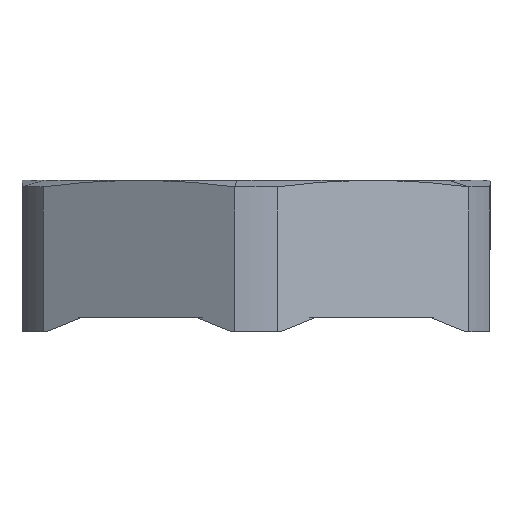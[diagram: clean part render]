
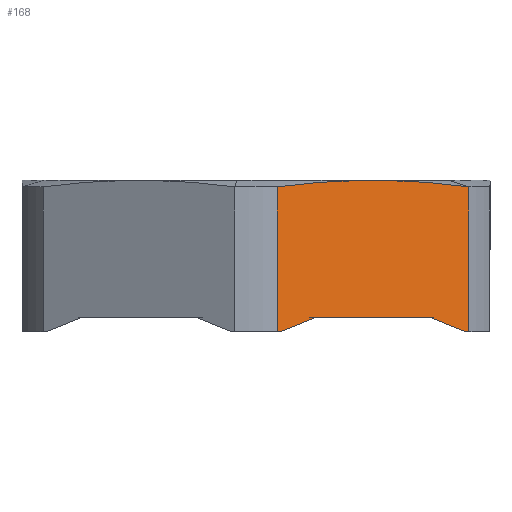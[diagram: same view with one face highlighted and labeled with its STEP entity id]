
A CAD part, left-side view. The second image highlights one B-rep face of the part: STEP entity #168.
In plain terms, the highlighted planar face has unit normal (-0.866, -0.5, 0).
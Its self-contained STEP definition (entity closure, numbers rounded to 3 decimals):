
#2 = CARTESIAN_POINT ( 'NONE',  ( -8.593, -2.116, 0.5 ) ) ;
#3 = DIRECTION ( 'NONE',  ( 0., 0., 1. ) ) ;
#6 = EDGE_CURVE ( 'NONE', #582, #742, #1121, .T. ) ;
#32 = CARTESIAN_POINT ( 'NONE',  ( -6.358, -5.988, 0.5 ) ) ;
#53 = VERTEX_POINT ( 'NONE', #974 ) ;
#69 = VECTOR ( 'NONE', #994, 1000. ) ;
#80 = EDGE_LOOP ( 'NONE', ( #138, #497, #159, #1261, #527, #373, #639, #1308, #91, #255 ) ) ;
#91 = ORIENTED_EDGE ( 'NONE', *, *, #279, .F. ) ;
#93 = EDGE_CURVE ( 'NONE', #814, #862, #1454, .T. ) ;
#111 = CARTESIAN_POINT ( 'NONE',  ( -5.354, -7.726, 0. ) ) ;
#128 = LINE ( 'NONE', #594, #1263 ) ;
#138 = ORIENTED_EDGE ( 'NONE', *, *, #677, .T. ) ;
#159 = ORIENTED_EDGE ( 'NONE', *, *, #93, .T. ) ;
#168 = ADVANCED_FACE ( 'NONE', ( #795 ), #321, .T. ) ;
#173 = CARTESIAN_POINT ( 'NONE',  ( -5.781, -6.987, 0.306 ) ) ;
#186 = CARTESIAN_POINT ( 'NONE',  ( -5.354, -7.726, 0. ) ) ;
#243 = LINE ( 'NONE', #32, #69 ) ;
#255 = ORIENTED_EDGE ( 'NONE', *, *, #6, .F. ) ;
#279 = EDGE_CURVE ( 'NONE', #742, #1449, #128, .T. ) ;
#282 = EDGE_CURVE ( 'NONE', #434, #1255, #1465, .T. ) ;
#321 = PLANE ( 'NONE',  #1463 ) ;
#339 = CARTESIAN_POINT ( 'NONE',  ( -9.309, -0.877, 0. ) ) ;
#345 = LINE ( 'NONE', #593, #971 ) ;
#373 = ORIENTED_EDGE ( 'NONE', *, *, #282, .F. ) ;
#381 = VERTEX_POINT ( 'NONE', #980 ) ;
#396 = CARTESIAN_POINT ( 'NONE',  ( -5.354, -7.726, 5.262 ) ) ;
#434 = VERTEX_POINT ( 'NONE', #1466 ) ;
#465 =( BOUNDED_CURVE ( )  B_SPLINE_CURVE ( 2, ( #852, #522, #756 ),
 .UNSPECIFIED., .F., .T. ) 
 B_SPLINE_CURVE_WITH_KNOTS ( ( 3, 3 ),
 ( 2.215, 2.794 ),
 .UNSPECIFIED. ) 
 CURVE ( )  GEOMETRIC_REPRESENTATION_ITEM ( )  RATIONAL_B_SPLINE_CURVE ( ( 1.151, 1.095, 1. ) ) 
 REPRESENTATION_ITEM ( '' )  );
#473 = EDGE_CURVE ( 'NONE', #1449, #808, #465, .T. ) ;
#497 = ORIENTED_EDGE ( 'NONE', *, *, #820, .T. ) ;
#522 = CARTESIAN_POINT ( 'NONE',  ( -8.423, -2.411, 5.478 ) ) ;
#527 = ORIENTED_EDGE ( 'NONE', *, *, #605, .T. ) ;
#582 = VERTEX_POINT ( 'NONE', #1235 ) ;
#593 = CARTESIAN_POINT ( 'NONE',  ( -5.354, -7.726, 5.5 ) ) ;
#594 = CARTESIAN_POINT ( 'NONE',  ( -9.368, -0.774, 0. ) ) ;
#596 = EDGE_CURVE ( 'NONE', #53, #862, #1125, .T. ) ;
#600 = CARTESIAN_POINT ( 'NONE',  ( -6.299, -6.089, 5.478 ) ) ;
#605 = EDGE_CURVE ( 'NONE', #53, #1255, #872, .T. ) ;
#622 = CARTESIAN_POINT ( 'NONE',  ( -6.129, -6.384, 0.5 ) ) ;
#638 =( BOUNDED_CURVE ( )  B_SPLINE_CURVE ( 2, ( #339, #825, #2 ),
 .UNSPECIFIED., .F., .F. ) 
 B_SPLINE_CURVE_WITH_KNOTS ( ( 3, 3 ),
 ( 0., 0.152 ),
 .UNSPECIFIED. ) 
 CURVE ( )  GEOMETRIC_REPRESENTATION_ITEM ( )  RATIONAL_B_SPLINE_CURVE ( ( 1., 1.003, 1. ) ) 
 REPRESENTATION_ITEM ( '' )  );
#639 = ORIENTED_EDGE ( 'NONE', *, *, #1509, .T. ) ;
#650 = CARTESIAN_POINT ( 'NONE',  ( -7.567, -3.893, 5.5 ) ) ;
#659 = CARTESIAN_POINT ( 'NONE',  ( -5.354, -7.726, 0. ) ) ;
#677 = EDGE_CURVE ( 'NONE', #582, #381, #638, .T. ) ;
#709 = CARTESIAN_POINT ( 'NONE',  ( -7.155, -4.607, 5.5 ) ) ;
#742 = VERTEX_POINT ( 'NONE', #1269 ) ;
#756 = CARTESIAN_POINT ( 'NONE',  ( -7.567, -3.893, 5.5 ) ) ;
#787 = DIRECTION ( 'NONE',  ( -0.866, -0.5, 0. ) ) ;
#795 = FACE_OUTER_BOUND ( 'NONE', #80, .T. ) ;
#808 = VERTEX_POINT ( 'NONE', #650 ) ;
#814 = VERTEX_POINT ( 'NONE', #622 ) ;
#820 = EDGE_CURVE ( 'NONE', #381, #814, #243, .T. ) ;
#825 = CARTESIAN_POINT ( 'NONE',  ( -8.941, -1.513, 0.306 ) ) ;
#852 = CARTESIAN_POINT ( 'NONE',  ( -9.368, -0.774, 5.262 ) ) ;
#862 = VERTEX_POINT ( 'NONE', #870 ) ;
#870 = CARTESIAN_POINT ( 'NONE',  ( -5.414, -7.623, 0. ) ) ;
#872 = LINE ( 'NONE', #186, #1273 ) ;
#883 = CARTESIAN_POINT ( 'NONE',  ( -5.354, -7.726, 0. ) ) ;
#928 = DIRECTION ( 'NONE',  ( -0.5, 0.866, 0. ) ) ;
#933 = VECTOR ( 'NONE', #1455, 1000. ) ;
#971 = VECTOR ( 'NONE', #928, 1000. ) ;
#974 = CARTESIAN_POINT ( 'NONE',  ( -5.354, -7.726, 0. ) ) ;
#980 = CARTESIAN_POINT ( 'NONE',  ( -8.593, -2.116, 0.5 ) ) ;
#994 = DIRECTION ( 'NONE',  ( 0.5, -0.866, 0. ) ) ;
#1037 = DIRECTION ( 'NONE',  ( -0.5, 0.866, 0. ) ) ;
#1044 = CARTESIAN_POINT ( 'NONE',  ( -9.368, -0.774, 5.262 ) ) ;
#1054 = CARTESIAN_POINT ( 'NONE',  ( -5.354, -7.726, 5.262 ) ) ;
#1105 = CARTESIAN_POINT ( 'NONE',  ( -5.414, -7.623, 0. ) ) ;
#1115 = DIRECTION ( 'NONE',  ( 0., 0., 1. ) ) ;
#1121 = LINE ( 'NONE', #659, #1201 ) ;
#1125 = LINE ( 'NONE', #883, #933 ) ;
#1201 = VECTOR ( 'NONE', #1350, 1000. ) ;
#1222 = CARTESIAN_POINT ( 'NONE',  ( -6.129, -6.384, 0.5 ) ) ;
#1235 = CARTESIAN_POINT ( 'NONE',  ( -9.309, -0.877, 0. ) ) ;
#1255 = VERTEX_POINT ( 'NONE', #396 ) ;
#1261 = ORIENTED_EDGE ( 'NONE', *, *, #596, .F. ) ;
#1263 = VECTOR ( 'NONE', #3, 1000. ) ;
#1269 = CARTESIAN_POINT ( 'NONE',  ( -9.368, -0.774, 0. ) ) ;
#1273 = VECTOR ( 'NONE', #1115, 1000. ) ;
#1308 = ORIENTED_EDGE ( 'NONE', *, *, #473, .F. ) ;
#1350 = DIRECTION ( 'NONE',  ( -0.5, 0.866, 0. ) ) ;
#1449 = VERTEX_POINT ( 'NONE', #1044 ) ;
#1454 =( BOUNDED_CURVE ( )  B_SPLINE_CURVE ( 2, ( #1222, #173, #1105 ),
 .UNSPECIFIED., .F., .F. ) 
 B_SPLINE_CURVE_WITH_KNOTS ( ( 3, 3 ),
 ( 0., 0.152 ),
 .UNSPECIFIED. ) 
 CURVE ( )  GEOMETRIC_REPRESENTATION_ITEM ( )  RATIONAL_B_SPLINE_CURVE ( ( 1., 1.003, 1. ) ) 
 REPRESENTATION_ITEM ( '' )  );
#1455 = DIRECTION ( 'NONE',  ( -0.5, 0.866, 0. ) ) ;
#1463 = AXIS2_PLACEMENT_3D ( 'NONE', #111, #787, #1037 ) ;
#1465 =( BOUNDED_CURVE ( )  B_SPLINE_CURVE ( 2, ( #709, #600, #1054 ),
 .UNSPECIFIED., .F., .T. ) 
 B_SPLINE_CURVE_WITH_KNOTS ( ( 3, 3 ),
 ( 0., 0.579 ),
 .UNSPECIFIED. ) 
 CURVE ( )  GEOMETRIC_REPRESENTATION_ITEM ( )  RATIONAL_B_SPLINE_CURVE ( ( 1., 1.095, 1.151 ) ) 
 REPRESENTATION_ITEM ( '' )  );
#1466 = CARTESIAN_POINT ( 'NONE',  ( -7.155, -4.607, 5.5 ) ) ;
#1509 = EDGE_CURVE ( 'NONE', #434, #808, #345, .T. ) ;
